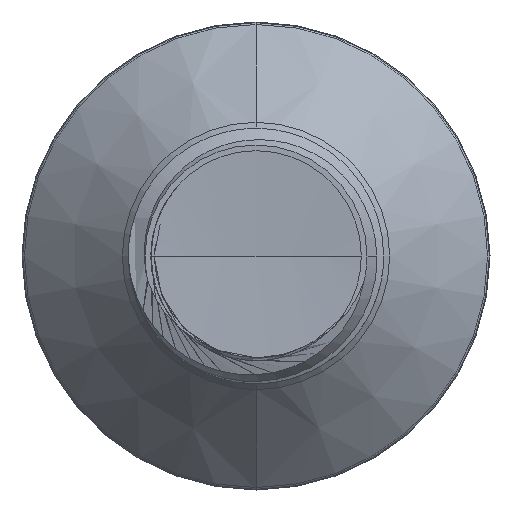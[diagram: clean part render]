
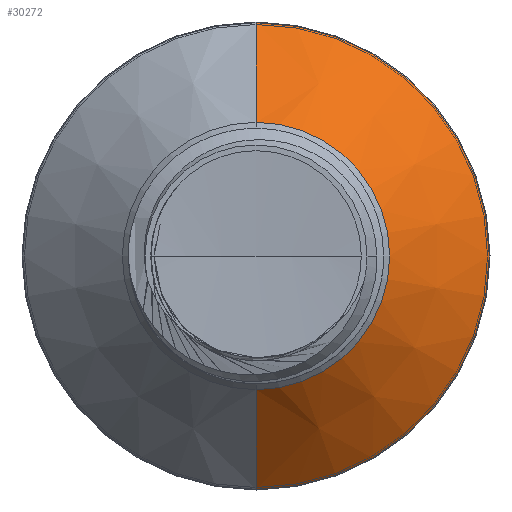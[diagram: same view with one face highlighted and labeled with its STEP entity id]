
A CAD part, front view. The second image highlights one B-rep face of the part: STEP entity #30272.
In plain terms, the highlighted conical face has half-angle 45 degrees and reference radius 3.141 mm.
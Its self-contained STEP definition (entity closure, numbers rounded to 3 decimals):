
#148 = AXIS2_PLACEMENT_3D ( 'NONE', #35281, #18204, #37869 ) ;
#415 = EDGE_CURVE ( 'NONE', #18693, #26727, #26855, .T. ) ;
#5064 = CARTESIAN_POINT ( 'NONE',  ( 0., 28.969, 3.141 ) ) ;
#5490 = CARTESIAN_POINT ( 'NONE',  ( 0., 28.969, 0. ) ) ;
#5966 = CIRCLE ( 'NONE', #148, 5.483 ) ;
#8767 = DIRECTION ( 'NONE',  ( 0., 0., 1. ) ) ;
#12278 = CARTESIAN_POINT ( 'NONE',  ( 0., 28.969, -3.141 ) ) ;
#12421 = DIRECTION ( 'NONE',  ( 0., 0.707, -0.707 ) ) ;
#13228 = CARTESIAN_POINT ( 'NONE',  ( 0., 28.969, -3.141 ) ) ;
#13485 = CIRCLE ( 'NONE', #21307, 3.141 ) ;
#14885 = ORIENTED_EDGE ( 'NONE', *, *, #28679, .T. ) ;
#15770 = CARTESIAN_POINT ( 'NONE',  ( 0., 28.969, 0. ) ) ;
#15864 = ORIENTED_EDGE ( 'NONE', *, *, #28763, .F. ) ;
#16356 = CONICAL_SURFACE ( 'NONE', #29680, 3.141, 0.785 ) ;
#18204 = DIRECTION ( 'NONE',  ( 0., 1., 0. ) ) ;
#18693 = VERTEX_POINT ( 'NONE', #13228 ) ;
#19734 = VERTEX_POINT ( 'NONE', #25295 ) ;
#20324 = VERTEX_POINT ( 'NONE', #33395 ) ;
#20437 = EDGE_LOOP ( 'NONE', ( #14885, #30617, #15864, #23870 ) ) ;
#21307 = AXIS2_PLACEMENT_3D ( 'NONE', #5490, #27128, #8767 ) ;
#21818 = DIRECTION ( 'NONE',  ( 0., 0., 1. ) ) ;
#23730 = DIRECTION ( 'NONE',  ( 0., 0.707, 0.707 ) ) ;
#23870 = ORIENTED_EDGE ( 'NONE', *, *, #25402, .F. ) ;
#25295 = CARTESIAN_POINT ( 'NONE',  ( 0., 28.969, 3.141 ) ) ;
#25368 = FACE_OUTER_BOUND ( 'NONE', #20437, .T. ) ;
#25402 = EDGE_CURVE ( 'NONE', #19734, #20324, #35288, .T. ) ;
#26727 = VERTEX_POINT ( 'NONE', #27845 ) ;
#26855 = LINE ( 'NONE', #12278, #33302 ) ;
#27128 = DIRECTION ( 'NONE',  ( 0., 1., 0. ) ) ;
#27845 = CARTESIAN_POINT ( 'NONE',  ( 0., 31.31, -5.483 ) ) ;
#27846 = DIRECTION ( 'NONE',  ( 0., 1., 0. ) ) ;
#28679 = EDGE_CURVE ( 'NONE', #19734, #18693, #13485, .T. ) ;
#28763 = EDGE_CURVE ( 'NONE', #20324, #26727, #5966, .T. ) ;
#29680 = AXIS2_PLACEMENT_3D ( 'NONE', #15770, #27846, #21818 ) ;
#30272 = ADVANCED_FACE ( 'NONE', ( #25368 ), #16356, .T. ) ;
#30617 = ORIENTED_EDGE ( 'NONE', *, *, #415, .T. ) ;
#33302 = VECTOR ( 'NONE', #12421, 1000. ) ;
#33395 = CARTESIAN_POINT ( 'NONE',  ( 0., 31.31, 5.483 ) ) ;
#35281 = CARTESIAN_POINT ( 'NONE',  ( 0., 31.31, 0. ) ) ;
#35288 = LINE ( 'NONE', #5064, #36116 ) ;
#36116 = VECTOR ( 'NONE', #23730, 1000. ) ;
#37869 = DIRECTION ( 'NONE',  ( 0., 0., 1. ) ) ;
